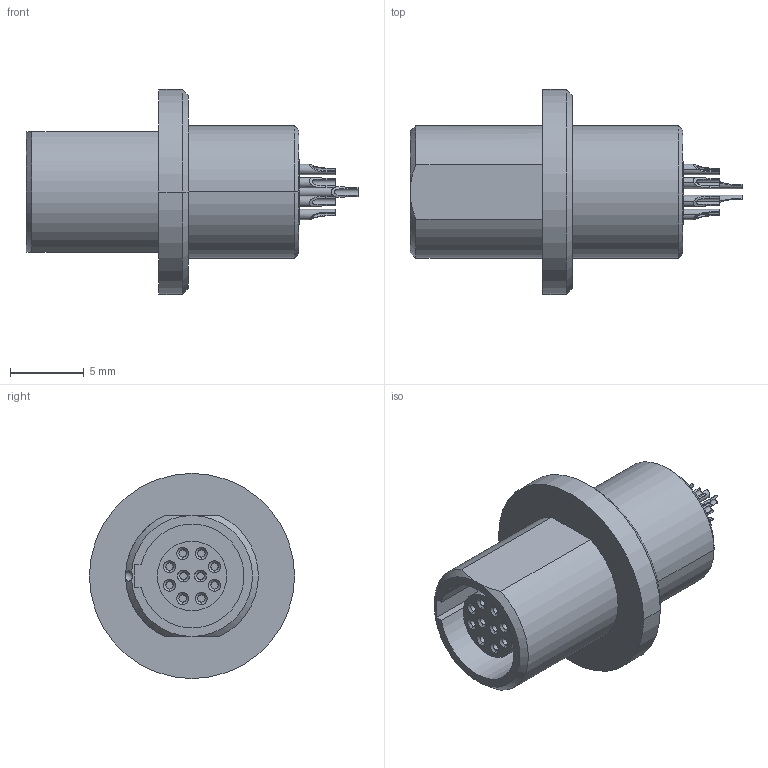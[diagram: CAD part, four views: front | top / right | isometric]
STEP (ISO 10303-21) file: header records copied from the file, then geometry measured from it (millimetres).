
FILE_DESCRIPTION((''),'2;1');
FILE_NAME('G80L0C-P10L','2013-11-05T',('RTrager'),(''),'PRO/ENGINEER BY PARAMETRIC TECHNOLOGY CORPORATION, 2013050','PRO/ENGINEER BY PARAMETRIC TECHNOLOGY CORPORATION, 2013050','');
FILE_SCHEMA(('CONFIG_CONTROL_DESIGN'));
Length unit declared in the file: millimetre
Products named in the file (1): G80L0C-P10L
Bounding box: 22.5 x 13.9 x 13.9 mm (x, y, z)
Volume: 1063.7 mm3; surface area: 1389.3 mm2
Topology: 1 solids, 1 shells, 185 faces, 448 edges, 290 vertices
Faces by surface type: cylinder 89, plane 49, cone 27, torus 10, bspline 9, sphere 1
Entity records: 6692 total; most frequent: CARTESIAN_POINT 2258, DIRECTION 952, ORIENTED_EDGE 896, EDGE_CURVE 448, AXIS2_PLACEMENT_3D 388, VERTEX_POINT 290, CIRCLE 212, EDGE_LOOP 210
